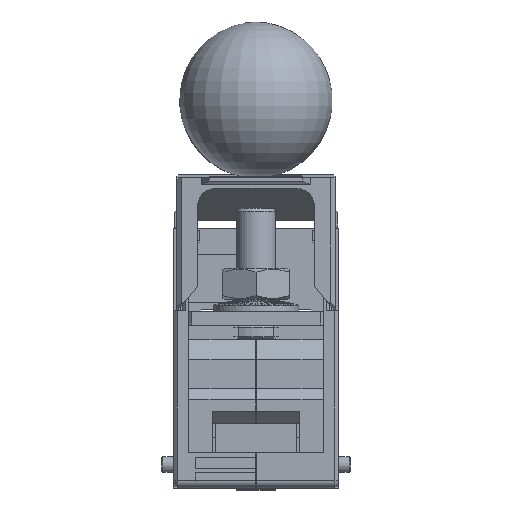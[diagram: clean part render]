
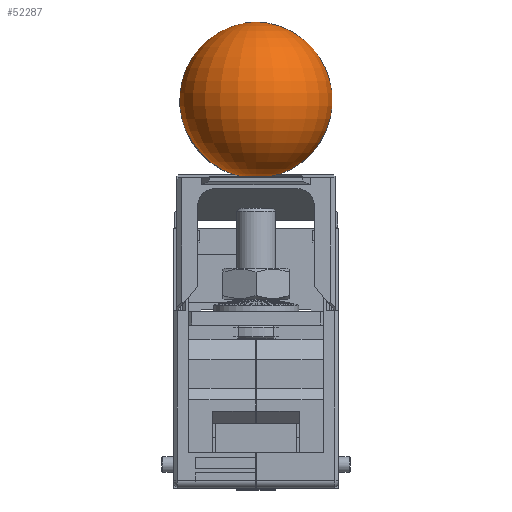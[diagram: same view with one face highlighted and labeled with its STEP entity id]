
A CAD part, left-side view. The second image highlights one B-rep face of the part: STEP entity #52287.
In plain terms, the highlighted toroidal (fillet/blend) face has major radius 0.306 mm and minor radius 20 mm.
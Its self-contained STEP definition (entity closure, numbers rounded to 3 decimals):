
#19=VERTEX_LOOP('',#28274);
#22=DEGENERATE_TOROIDAL_SURFACE('',#56753,0.306,20.,.T.);
#1842=CIRCLE('',#56742,3.77);
#12846=ORIENTED_EDGE('',*,*,#22530,.F.);
#22530=EDGE_CURVE('',#28257,#28257,#1842,.T.);
#28257=VERTEX_POINT('',#89479);
#28274=VERTEX_POINT('',#89532);
#43966=EDGE_LOOP('',(#12846));
#47171=FACE_BOUND('',#43966,.T.);
#47172=FACE_BOUND('',#19,.T.);
#52287=ADVANCED_FACE('',(#47171,#47172),#22,.F.);
#56742=AXIS2_PLACEMENT_3D('',#89478,#67512,#67513);
#56753=AXIS2_PLACEMENT_3D('',#89531,#67559,#67560);
#67512=DIRECTION('',(0.,0.,-1.));
#67513=DIRECTION('',(-1.,0.,0.));
#67559=DIRECTION('',(0.,0.,-1.));
#67560=DIRECTION('',(-1.,0.,0.));
#89478=CARTESIAN_POINT('',(55.96,21.,50.11));
#89479=CARTESIAN_POINT('',(52.19,21.,50.11));
#89531=CARTESIAN_POINT('',(55.96,21.,69.808));
#89532=CARTESIAN_POINT('',(55.96,21.,49.81));
